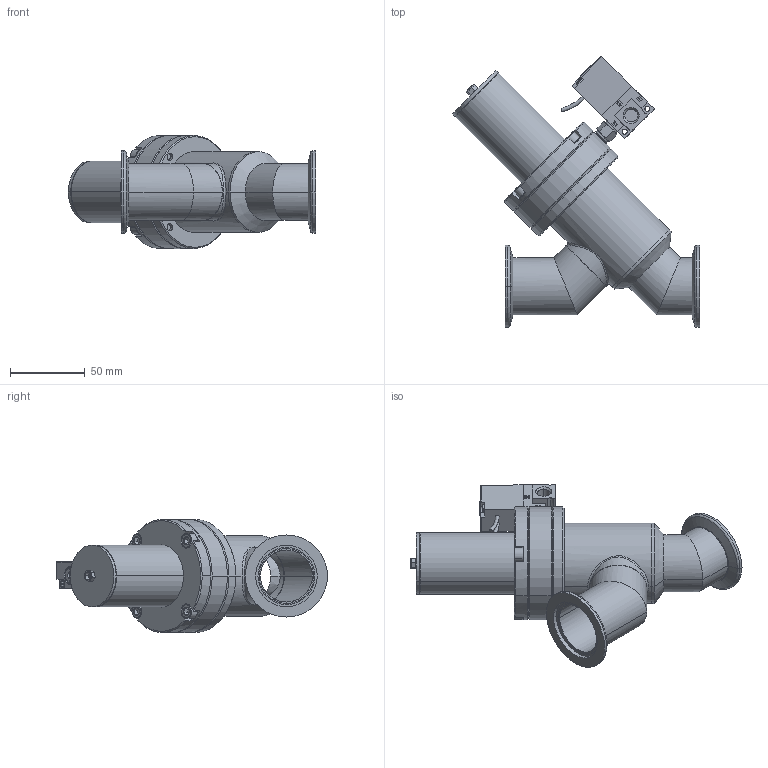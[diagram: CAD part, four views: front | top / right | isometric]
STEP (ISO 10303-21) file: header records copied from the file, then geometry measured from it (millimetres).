
FILE_DESCRIPTION (( 'STEP AP203' ), '1' );
FILE_NAME ('AIVP-S04102.STEP', '2023-06-30T16:39:31', ( '' ), ( '' ), 'SwSTEP 2.0', 'SolidWorks 2020', '' );
FILE_SCHEMA (( 'CONFIG_CONTROL_DESIGN' ));
Length unit declared in the file: inch
Products named in the file (1): AIVP-S04102
Bounding box: 165.34 x 181.11 x 75.56 mm (x, y, z)
Surface area: 125868 mm2 (no closed solid volume)
Topology: 0 solids, 21 shells, 998 faces, 2615 edges, 1697 vertices
Faces by surface type: cylinder 504, plane 272, cone 183, bspline 31, torus 8
Entity records: 42305 total; most frequent: CARTESIAN_POINT 19377, ORIENTED_EDGE 5202, DIRECTION 4419, EDGE_CURVE 2615, VERTEX_POINT 1697, AXIS2_PLACEMENT_3D 1638, VECTOR 1143, LINE 1143
